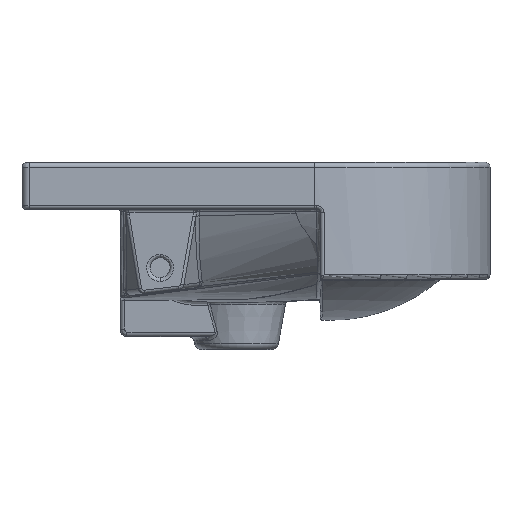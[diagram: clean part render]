
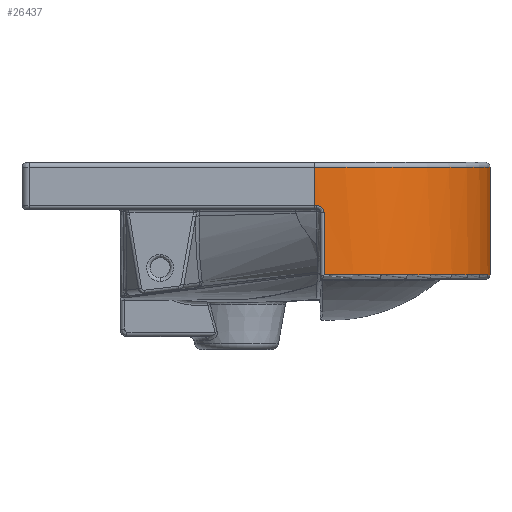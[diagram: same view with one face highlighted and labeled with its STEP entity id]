
A CAD part, left-side view. The second image highlights one B-rep face of the part: STEP entity #26437.
In plain terms, the highlighted cylindrical face has radius 150 mm (diameter 300 mm), a partial arc.
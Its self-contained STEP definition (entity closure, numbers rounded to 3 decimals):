
#657=CARTESIAN_POINT('',(-99.999,-250.,
-37.));
#658=DIRECTION('',(0.,0.,1.));
#659=DIRECTION('',(-1.,0.,0.));
#660=AXIS2_PLACEMENT_3D('',#657,#658,#659);
#5193=DIRECTION('',(0.,0.,1.));
#5194=VECTOR('',#5193,33.);
#5195=CARTESIAN_POINT('',(-249.999,-250.,
-37.));
#5196=LINE('',#5195,#5194);
#5197=DIRECTION('',(0.,0.,-1.));
#5198=VECTOR('',#5197,92.);
#5199=CARTESIAN_POINT('',(-99.999,-400.,-4.));
#5200=LINE('',#5199,#5198);
#5201=DIRECTION('',(0.,0.,1.));
#5202=VECTOR('',#5201,53.);
#5203=CARTESIAN_POINT('',(-249.777,-258.163,
-96.));
#5204=LINE('',#5203,#5202);
#5205=CARTESIAN_POINT('',(-249.777,-258.163,
-43.));
#5206=CARTESIAN_POINT('',(-249.777,-258.164,
-42.208));
#5207=CARTESIAN_POINT('',(-249.795,-257.839,
-40.623));
#5208=CARTESIAN_POINT('',(-249.864,-256.459,
-38.621));
#5209=CARTESIAN_POINT('',(-249.94,-254.417,
-37.304));
#5210=CARTESIAN_POINT('',(-249.975,-252.829,
-37.));
#5211=CARTESIAN_POINT('',(-249.985,-252.041,
-37.));
#5218=CARTESIAN_POINT('',(-99.999,-250.,-4.));
#5219=DIRECTION('',(0.,0.,-1.));
#5220=DIRECTION('',(0.,-1.,0.));
#5221=AXIS2_PLACEMENT_3D('',#5218,#5219,#5220);
#5228=CARTESIAN_POINT('',(-99.999,-250.,-96.));
#5229=DIRECTION('',(0.,0.,1.));
#5230=DIRECTION('',(-0.999,-0.054,0.));
#5231=AXIS2_PLACEMENT_3D('',#5228,#5229,#5230);
#6218=CARTESIAN_POINT('',(-249.985,-252.041,
-37.));
#6219=VERTEX_POINT('',#6218);
#6220=VERTEX_POINT('',#5205);
#6221=CARTESIAN_POINT('',(-249.999,-250.,
-37.));
#6222=VERTEX_POINT('',#6221);
#6225=CARTESIAN_POINT('',(-249.999,-250.,
-4.));
#6227=VERTEX_POINT('',#6225);
#6248=CARTESIAN_POINT('',(-99.999,-400.,-4.));
#6250=VERTEX_POINT('',#6248);
#6253=CARTESIAN_POINT('',(-99.999,-400.,-96.));
#6254=VERTEX_POINT('',#6253);
#6629=CARTESIAN_POINT('',(-249.777,-258.163,
-96.));
#6630=VERTEX_POINT('',#6629);
#26421=CARTESIAN_POINT('',(-99.999,-250.,-50.));
#26422=DIRECTION('',(0.,0.,-1.));
#26423=DIRECTION('',(0.,-1.,0.));
#26424=AXIS2_PLACEMENT_3D('',#26421,#26422,#26423);
#26425=CYLINDRICAL_SURFACE('',#26424,150.);
#26426=ORIENTED_EDGE('',*,*,#8130,.F.);
#26427=ORIENTED_EDGE('',*,*,#8156,.T.);
#26429=ORIENTED_EDGE('',*,*,#26428,.F.);
#26430=ORIENTED_EDGE('',*,*,#8239,.T.);
#26432=ORIENTED_EDGE('',*,*,#26431,.F.);
#26433=ORIENTED_EDGE('',*,*,#26413,.T.);
#26434=ORIENTED_EDGE('',*,*,#8113,.T.);
#26435=EDGE_LOOP('',(#26426,#26427,#26429,#26430,#26432,#26433,#26434));
#26436=FACE_OUTER_BOUND('',#26435,.F.);
#26437=ADVANCED_FACE('',(#26436),#26425,.T.);
#661=CIRCLE('',#660,150.);
#5212=B_SPLINE_CURVE_WITH_KNOTS('',3,(#5205,#5206,#5207,#5208,#5209,#5210,
#5211),.UNSPECIFIED.,.F.,.F.,(4,1,1,1,4),(0.,0.252,
0.504,0.754,1.),.UNSPECIFIED.);
#5222=CIRCLE('',#5221,150.);
#5232=CIRCLE('',#5231,150.);
#8113=EDGE_CURVE('',#6220,#6219,#5212,.T.);
#8130=EDGE_CURVE('',#6222,#6219,#661,.T.);
#8156=EDGE_CURVE('',#6222,#6227,#5196,.T.);
#8239=EDGE_CURVE('',#6250,#6254,#5200,.T.);
#26413=EDGE_CURVE('',#6630,#6220,#5204,.T.);
#26428=EDGE_CURVE('',#6250,#6227,#5222,.T.);
#26431=EDGE_CURVE('',#6630,#6254,#5232,.T.);
